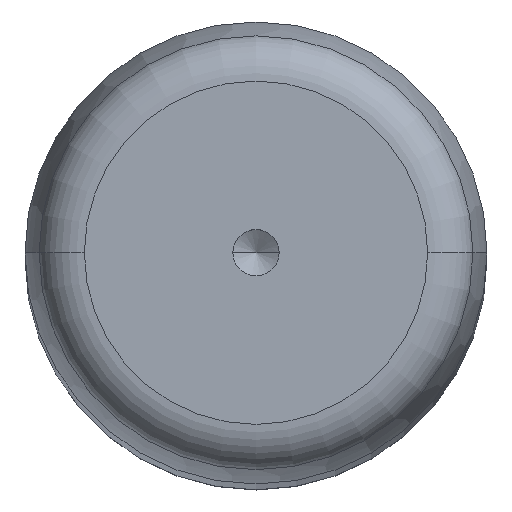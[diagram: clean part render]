
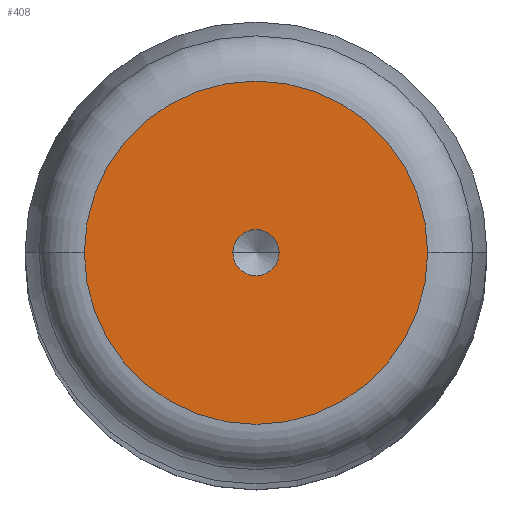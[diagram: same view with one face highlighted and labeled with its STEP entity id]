
A CAD part, top view. The second image highlights one B-rep face of the part: STEP entity #408.
In plain terms, the highlighted planar face has unit normal (0, 0, 1).
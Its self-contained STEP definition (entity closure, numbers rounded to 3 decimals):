
#21 = CARTESIAN_POINT ( 'NONE',  ( 0., 0., 160. ) ) ;
#28 = CARTESIAN_POINT ( 'NONE',  ( 0., 0., 160. ) ) ;
#43 = FACE_OUTER_BOUND ( 'NONE', #94, .T. ) ;
#69 = DIRECTION ( 'NONE',  ( 1., 0., 0. ) ) ;
#83 = EDGE_CURVE ( 'NONE', #544, #190, #530, .T. ) ;
#94 = EDGE_LOOP ( 'NONE', ( #501, #392 ) ) ;
#109 = CARTESIAN_POINT ( 'NONE',  ( -1., 0., 160. ) ) ;
#111 = PLANE ( 'NONE',  #291 ) ;
#125 = CIRCLE ( 'NONE', #319, 7.432 ) ;
#137 = CARTESIAN_POINT ( 'NONE',  ( -7.432, 0., 160. ) ) ;
#162 = VERTEX_POINT ( 'NONE', #109 ) ;
#175 = DIRECTION ( 'NONE',  ( 0., 0., 1. ) ) ;
#179 = ORIENTED_EDGE ( 'NONE', *, *, #409, .F. ) ;
#186 = FACE_BOUND ( 'NONE', #434, .T. ) ;
#190 = VERTEX_POINT ( 'NONE', #564 ) ;
#194 = VERTEX_POINT ( 'NONE', #253 ) ;
#253 = CARTESIAN_POINT ( 'NONE',  ( 1., 0., 160. ) ) ;
#283 = DIRECTION ( 'NONE',  ( 0., 0., 1. ) ) ;
#291 = AXIS2_PLACEMENT_3D ( 'NONE', #586, #283, #535 ) ;
#298 = ORIENTED_EDGE ( 'NONE', *, *, #588, .F. ) ;
#317 = CARTESIAN_POINT ( 'NONE',  ( 0., 0., 160. ) ) ;
#319 = AXIS2_PLACEMENT_3D ( 'NONE', #28, #391, #445 ) ;
#334 = AXIS2_PLACEMENT_3D ( 'NONE', #317, #175, #626 ) ;
#387 = DIRECTION ( 'NONE',  ( 0., 0., 1. ) ) ;
#391 = DIRECTION ( 'NONE',  ( 0., 0., 1. ) ) ;
#392 = ORIENTED_EDGE ( 'NONE', *, *, #83, .T. ) ;
#393 = AXIS2_PLACEMENT_3D ( 'NONE', #403, #659, #556 ) ;
#403 = CARTESIAN_POINT ( 'NONE',  ( 0., 0., 160. ) ) ;
#408 = ADVANCED_FACE ( 'NONE', ( #186, #43 ), #111, .T. ) ;
#409 = EDGE_CURVE ( 'NONE', #194, #162, #415, .T. ) ;
#415 = CIRCLE ( 'NONE', #621, 1. ) ;
#434 = EDGE_LOOP ( 'NONE', ( #179, #298 ) ) ;
#445 = DIRECTION ( 'NONE',  ( 1., 0., 0. ) ) ;
#483 = EDGE_CURVE ( 'NONE', #190, #544, #125, .T. ) ;
#501 = ORIENTED_EDGE ( 'NONE', *, *, #483, .T. ) ;
#530 = CIRCLE ( 'NONE', #334, 7.432 ) ;
#535 = DIRECTION ( 'NONE',  ( 1., 0., 0. ) ) ;
#544 = VERTEX_POINT ( 'NONE', #137 ) ;
#556 = DIRECTION ( 'NONE',  ( 1., 0., 0. ) ) ;
#564 = CARTESIAN_POINT ( 'NONE',  ( 7.432, 0., 160. ) ) ;
#586 = CARTESIAN_POINT ( 'NONE',  ( 0., 0., 160. ) ) ;
#588 = EDGE_CURVE ( 'NONE', #162, #194, #603, .T. ) ;
#603 = CIRCLE ( 'NONE', #393, 1. ) ;
#621 = AXIS2_PLACEMENT_3D ( 'NONE', #21, #387, #69 ) ;
#626 = DIRECTION ( 'NONE',  ( 1., 0., 0. ) ) ;
#659 = DIRECTION ( 'NONE',  ( 0., 0., 1. ) ) ;
